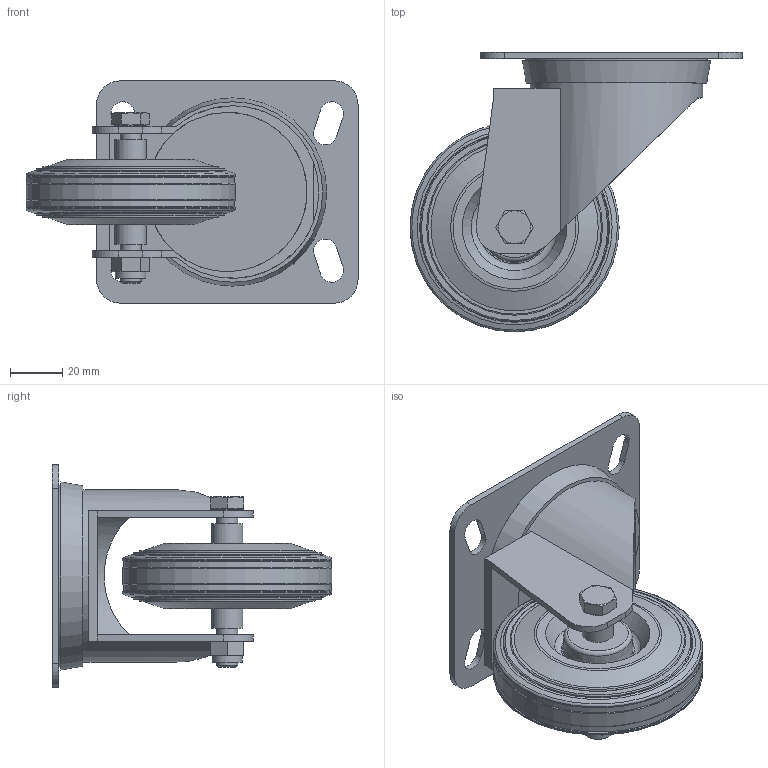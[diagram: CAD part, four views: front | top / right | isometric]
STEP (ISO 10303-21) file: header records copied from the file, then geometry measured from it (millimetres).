
FILE_DESCRIPTION(/* description */ ('RUOTA D.80 GIREV. C/P S/F'),/* implementation_level */ '2;1');
FILE_NAME(/* name */ 'CRUST0000195.stp',/* time_stamp */ '2025-02-11T10:38:45+01:00',/* author */ ('tecnico5'),/* organization */ ('CADENAS'),/* preprocessor_version */ 'ST-DEVELOPER v20',/* originating_system */ 'Autodesk Inventor 2022',/* authorisation */ ' ');
FILE_SCHEMA (('AUTOMOTIVE_DESIGN { 1 0 10303 214 3 1 1 }'));
Length unit declared in the file: millimetre
Products named in the file (4): CRUST0000195; 440000025826; 440000025825; 440000025824
Assembly tree (3 placements, depth 2):
  CRUST0000195
    440000025826
    440000025825
    440000025824
Bounding box: 127 x 107 x 85 mm (x, y, z)
Volume: 173977.6 mm3; surface area: 59090.3 mm2
Topology: 3 solids, 3 shells, 169 faces, 367 edges, 228 vertices
Faces by surface type: plane 68, cone 37, cylinder 37, torus 27
Full cylindrical faces by diameter (mm): 8 x3, 9 x2, 11.63 x2, 12 x2, 40.35 x1, 61 x1, 66 x1, 69.6 x1, 79.4 x2, 80 x3
Entity records: 4855 total; most frequent: CARTESIAN_POINT 894, DIRECTION 856, ORIENTED_EDGE 734, EDGE_CURVE 367, AXIS2_PLACEMENT_3D 364, VERTEX_POINT 228, EDGE_LOOP 207, CIRCLE 183
